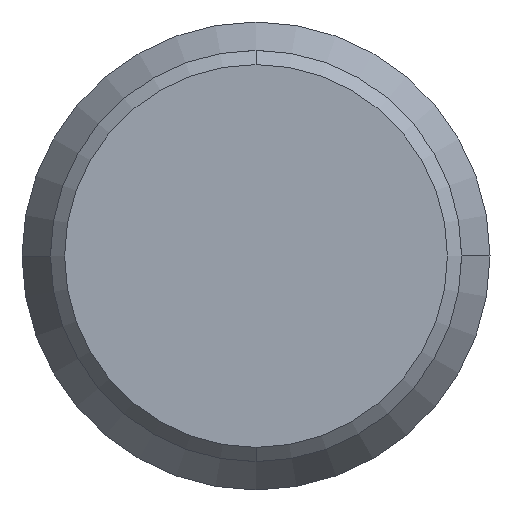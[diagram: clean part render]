
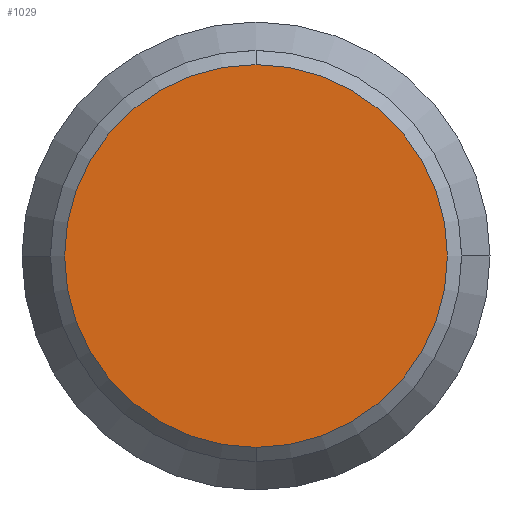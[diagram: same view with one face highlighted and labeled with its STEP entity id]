
A CAD part, front view. The second image highlights one B-rep face of the part: STEP entity #1029.
In plain terms, the highlighted planar face has unit normal (0, -1, 0).
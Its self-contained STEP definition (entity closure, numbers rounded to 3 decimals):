
#103 = CARTESIAN_POINT ( 'NONE',  ( 0., 0., 0. ) ) ;
#123 = FACE_OUTER_BOUND ( 'NONE', #676, .T. ) ;
#190 = ORIENTED_EDGE ( 'NONE', *, *, #979, .T. ) ;
#230 = DIRECTION ( 'NONE',  ( 0., -1., 0. ) ) ;
#321 = CIRCLE ( 'NONE', #1097, 6.749 ) ;
#370 = CARTESIAN_POINT ( 'NONE',  ( 0., 0., -6.749 ) ) ;
#473 = DIRECTION ( 'NONE',  ( 0., 0., 1. ) ) ;
#541 = VERTEX_POINT ( 'NONE', #1379 ) ;
#578 = AXIS2_PLACEMENT_3D ( 'NONE', #103, #230, #473 ) ;
#676 = EDGE_LOOP ( 'NONE', ( #190, #1531 ) ) ;
#705 = AXIS2_PLACEMENT_3D ( 'NONE', #714, #1608, #1076 ) ;
#714 = CARTESIAN_POINT ( 'NONE',  ( -6.83, 0., 6.83 ) ) ;
#745 = CIRCLE ( 'NONE', #578, 6.749 ) ;
#979 = EDGE_CURVE ( 'NONE', #541, #981, #745, .T. ) ;
#981 = VERTEX_POINT ( 'NONE', #370 ) ;
#1029 = ADVANCED_FACE ( 'NONE', ( #123 ), #1624, .T. ) ;
#1076 = DIRECTION ( 'NONE',  ( 0., 0., -1. ) ) ;
#1097 = AXIS2_PLACEMENT_3D ( 'NONE', #1458, #1180, #1199 ) ;
#1176 = EDGE_CURVE ( 'NONE', #981, #541, #321, .T. ) ;
#1180 = DIRECTION ( 'NONE',  ( 0., -1., 0. ) ) ;
#1199 = DIRECTION ( 'NONE',  ( 0., 0., 1. ) ) ;
#1379 = CARTESIAN_POINT ( 'NONE',  ( 0., 0., 6.749 ) ) ;
#1458 = CARTESIAN_POINT ( 'NONE',  ( 0., 0., 0. ) ) ;
#1531 = ORIENTED_EDGE ( 'NONE', *, *, #1176, .T. ) ;
#1608 = DIRECTION ( 'NONE',  ( 0., -1., 0. ) ) ;
#1624 = PLANE ( 'NONE',  #705 ) ;
